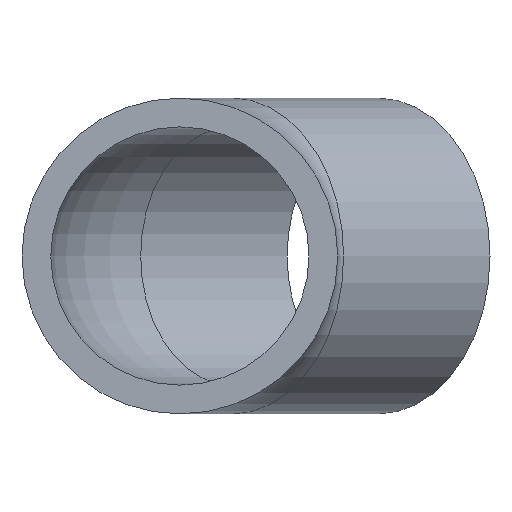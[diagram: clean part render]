
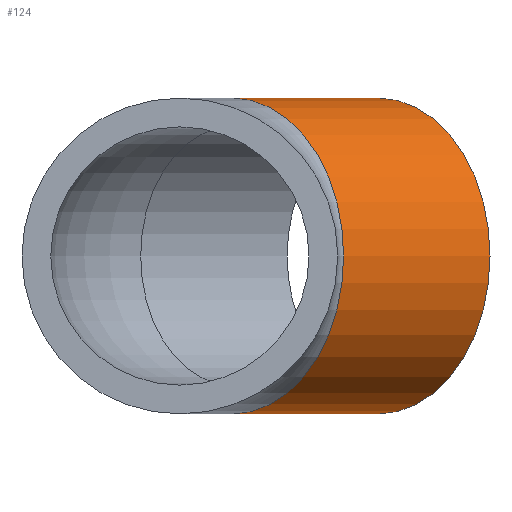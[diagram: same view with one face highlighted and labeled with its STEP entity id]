
A CAD part, front view. The second image highlights one B-rep face of the part: STEP entity #124.
In plain terms, the highlighted cylindrical face has radius 90 mm (diameter 180 mm), a full revolution.
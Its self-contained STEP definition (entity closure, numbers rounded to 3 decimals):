
#24=FACE_OUTER_BOUND('',#32,.T.);
#32=EDGE_LOOP('',(#101,#102,#103,#104));
#41=LINE('',#238,#45);
#45=VECTOR('',#197,90.);
#54=CIRCLE('',#160,90.);
#55=CIRCLE('',#161,90.);
#65=VERTEX_POINT('',#235);
#66=VERTEX_POINT('',#237);
#78=EDGE_CURVE('',#65,#65,#54,.T.);
#79=EDGE_CURVE('',#65,#66,#41,.T.);
#80=EDGE_CURVE('',#66,#66,#55,.T.);
#101=ORIENTED_EDGE('',*,*,#78,.F.);
#102=ORIENTED_EDGE('',*,*,#79,.T.);
#103=ORIENTED_EDGE('',*,*,#80,.T.);
#104=ORIENTED_EDGE('',*,*,#79,.F.);
#119=CYLINDRICAL_SURFACE('',#159,90.);
#124=ADVANCED_FACE('',(#24),#119,.T.);
#159=AXIS2_PLACEMENT_3D('',#234,#193,#194);
#160=AXIS2_PLACEMENT_3D('',#236,#195,#196);
#161=AXIS2_PLACEMENT_3D('',#239,#198,#199);
#193=DIRECTION('center_axis',(0.707,0.707,0.));
#194=DIRECTION('ref_axis',(-0.707,0.707,0.));
#195=DIRECTION('center_axis',(0.707,0.707,0.));
#196=DIRECTION('ref_axis',(-0.707,0.707,0.));
#197=DIRECTION('',(-0.707,-0.707,0.));
#198=DIRECTION('center_axis',(0.707,0.707,0.));
#199=DIRECTION('ref_axis',(-0.707,0.707,0.));
#234=CARTESIAN_POINT('Origin',(29.699,189.699,0.));
#235=CARTESIAN_POINT('',(176.777,209.497,0.));
#236=CARTESIAN_POINT('Origin',(113.137,273.137,0.));
#237=CARTESIAN_POINT('',(93.339,126.06,0.));
#238=CARTESIAN_POINT('',(93.339,126.06,0.));
#239=CARTESIAN_POINT('Origin',(29.699,189.699,0.));
